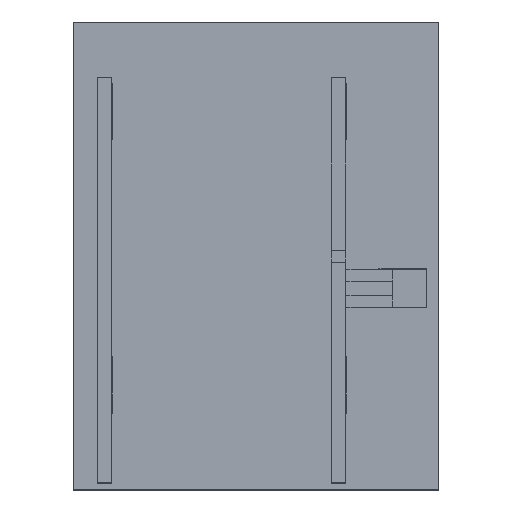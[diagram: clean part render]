
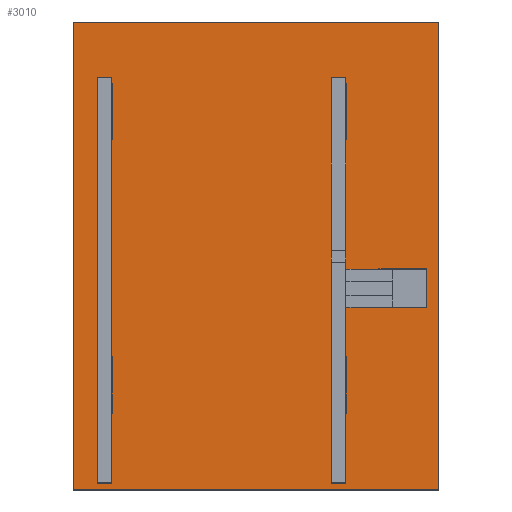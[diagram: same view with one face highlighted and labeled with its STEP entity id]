
A CAD part, top view. The second image highlights one B-rep face of the part: STEP entity #3010.
In plain terms, the highlighted planar face has unit normal (0, 0, 1).
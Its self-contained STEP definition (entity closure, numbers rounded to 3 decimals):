
#151=FACE_BOUND('',#451,.T.);
#152=FACE_BOUND('',#452,.T.);
#153=FACE_BOUND('',#453,.T.);
#154=FACE_BOUND('',#454,.T.);
#155=FACE_BOUND('',#455,.T.);
#268=FACE_OUTER_BOUND('',#450,.T.);
#450=EDGE_LOOP('',(#2467,#2468,#2469,#2470));
#451=EDGE_LOOP('',(#2471,#2472,#2473,#2474));
#452=EDGE_LOOP('',(#2475,#2476,#2477,#2478));
#453=EDGE_LOOP('',(#2479,#2480,#2481,#2482));
#454=EDGE_LOOP('',(#2483,#2484,#2485,#2486));
#455=EDGE_LOOP('',(#2487,#2488,#2489,#2490));
#750=LINE('',#4680,#1126);
#751=LINE('',#4684,#1127);
#752=LINE('',#4686,#1128);
#753=LINE('',#4688,#1129);
#754=LINE('',#4689,#1130);
#755=LINE('',#4692,#1131);
#756=LINE('',#4694,#1132);
#757=LINE('',#4696,#1133);
#758=LINE('',#4697,#1134);
#759=LINE('',#4700,#1135);
#760=LINE('',#4702,#1136);
#761=LINE('',#4704,#1137);
#762=LINE('',#4705,#1138);
#763=LINE('',#4708,#1139);
#764=LINE('',#4710,#1140);
#765=LINE('',#4712,#1141);
#766=LINE('',#4713,#1142);
#767=LINE('',#4716,#1143);
#768=LINE('',#4718,#1144);
#769=LINE('',#4720,#1145);
#770=LINE('',#4721,#1146);
#771=LINE('',#4723,#1147);
#772=LINE('',#4725,#1148);
#773=LINE('',#4726,#1149);
#1126=VECTOR('',#3862,10.);
#1127=VECTOR('',#3865,10.);
#1128=VECTOR('',#3866,10.);
#1129=VECTOR('',#3867,10.);
#1130=VECTOR('',#3868,10.);
#1131=VECTOR('',#3869,10.);
#1132=VECTOR('',#3870,10.);
#1133=VECTOR('',#3871,10.);
#1134=VECTOR('',#3872,10.);
#1135=VECTOR('',#3873,10.);
#1136=VECTOR('',#3874,10.);
#1137=VECTOR('',#3875,10.);
#1138=VECTOR('',#3876,10.);
#1139=VECTOR('',#3877,10.);
#1140=VECTOR('',#3878,10.);
#1141=VECTOR('',#3879,10.);
#1142=VECTOR('',#3880,10.);
#1143=VECTOR('',#3881,10.);
#1144=VECTOR('',#3882,10.);
#1145=VECTOR('',#3883,10.);
#1146=VECTOR('',#3884,10.);
#1147=VECTOR('',#3885,10.);
#1148=VECTOR('',#3886,10.);
#1149=VECTOR('',#3887,10.);
#1448=VERTEX_POINT('',#4674);
#1450=VERTEX_POINT('',#4678);
#1451=VERTEX_POINT('',#4682);
#1452=VERTEX_POINT('',#4683);
#1453=VERTEX_POINT('',#4685);
#1454=VERTEX_POINT('',#4687);
#1455=VERTEX_POINT('',#4690);
#1456=VERTEX_POINT('',#4691);
#1457=VERTEX_POINT('',#4693);
#1458=VERTEX_POINT('',#4695);
#1459=VERTEX_POINT('',#4698);
#1460=VERTEX_POINT('',#4699);
#1461=VERTEX_POINT('',#4701);
#1462=VERTEX_POINT('',#4703);
#1463=VERTEX_POINT('',#4706);
#1464=VERTEX_POINT('',#4707);
#1465=VERTEX_POINT('',#4709);
#1466=VERTEX_POINT('',#4711);
#1467=VERTEX_POINT('',#4714);
#1468=VERTEX_POINT('',#4715);
#1469=VERTEX_POINT('',#4717);
#1470=VERTEX_POINT('',#4719);
#1471=VERTEX_POINT('',#4722);
#1472=VERTEX_POINT('',#4724);
#1806=EDGE_CURVE('',#1448,#1450,#750,.T.);
#1807=EDGE_CURVE('',#1451,#1452,#751,.T.);
#1808=EDGE_CURVE('',#1451,#1453,#752,.T.);
#1809=EDGE_CURVE('',#1454,#1453,#753,.T.);
#1810=EDGE_CURVE('',#1452,#1454,#754,.T.);
#1811=EDGE_CURVE('',#1455,#1456,#755,.T.);
#1812=EDGE_CURVE('',#1456,#1457,#756,.T.);
#1813=EDGE_CURVE('',#1457,#1458,#757,.T.);
#1814=EDGE_CURVE('',#1458,#1455,#758,.T.);
#1815=EDGE_CURVE('',#1459,#1460,#759,.T.);
#1816=EDGE_CURVE('',#1461,#1459,#760,.T.);
#1817=EDGE_CURVE('',#1461,#1462,#761,.T.);
#1818=EDGE_CURVE('',#1462,#1460,#762,.T.);
#1819=EDGE_CURVE('',#1463,#1464,#763,.T.);
#1820=EDGE_CURVE('',#1464,#1465,#764,.T.);
#1821=EDGE_CURVE('',#1466,#1465,#765,.T.);
#1822=EDGE_CURVE('',#1466,#1463,#766,.T.);
#1823=EDGE_CURVE('',#1467,#1468,#767,.T.);
#1824=EDGE_CURVE('',#1469,#1467,#768,.T.);
#1825=EDGE_CURVE('',#1469,#1470,#769,.T.);
#1826=EDGE_CURVE('',#1468,#1470,#770,.T.);
#1827=EDGE_CURVE('',#1471,#1448,#771,.T.);
#1828=EDGE_CURVE('',#1450,#1472,#772,.T.);
#1829=EDGE_CURVE('',#1471,#1472,#773,.T.);
#2467=ORIENTED_EDGE('',*,*,#1807,.F.);
#2468=ORIENTED_EDGE('',*,*,#1808,.T.);
#2469=ORIENTED_EDGE('',*,*,#1809,.F.);
#2470=ORIENTED_EDGE('',*,*,#1810,.F.);
#2471=ORIENTED_EDGE('',*,*,#1811,.T.);
#2472=ORIENTED_EDGE('',*,*,#1812,.T.);
#2473=ORIENTED_EDGE('',*,*,#1813,.T.);
#2474=ORIENTED_EDGE('',*,*,#1814,.T.);
#2475=ORIENTED_EDGE('',*,*,#1815,.F.);
#2476=ORIENTED_EDGE('',*,*,#1816,.F.);
#2477=ORIENTED_EDGE('',*,*,#1817,.T.);
#2478=ORIENTED_EDGE('',*,*,#1818,.T.);
#2479=ORIENTED_EDGE('',*,*,#1819,.T.);
#2480=ORIENTED_EDGE('',*,*,#1820,.T.);
#2481=ORIENTED_EDGE('',*,*,#1821,.F.);
#2482=ORIENTED_EDGE('',*,*,#1822,.T.);
#2483=ORIENTED_EDGE('',*,*,#1823,.F.);
#2484=ORIENTED_EDGE('',*,*,#1824,.F.);
#2485=ORIENTED_EDGE('',*,*,#1825,.T.);
#2486=ORIENTED_EDGE('',*,*,#1826,.F.);
#2487=ORIENTED_EDGE('',*,*,#1827,.T.);
#2488=ORIENTED_EDGE('',*,*,#1806,.T.);
#2489=ORIENTED_EDGE('',*,*,#1828,.T.);
#2490=ORIENTED_EDGE('',*,*,#1829,.F.);
#2856=PLANE('',#3300);
#3010=ADVANCED_FACE('',(#268,#151,#152,#153,#154,#155),#2856,.F.);
#3300=AXIS2_PLACEMENT_3D('',#4681,#3863,#3864);
#3862=DIRECTION('',(0.,-1.,0.));
#3863=DIRECTION('center_axis',(0.,0.,-1.));
#3864=DIRECTION('ref_axis',(0.,-1.,0.));
#3865=DIRECTION('',(1.,0.,0.));
#3866=DIRECTION('',(0.,-1.,0.));
#3867=DIRECTION('',(-1.,0.,0.));
#3868=DIRECTION('',(0.,-1.,0.));
#3869=DIRECTION('',(1.,0.,0.));
#3870=DIRECTION('',(0.,-1.,0.));
#3871=DIRECTION('',(-1.,0.,0.));
#3872=DIRECTION('',(0.,1.,0.));
#3873=DIRECTION('',(0.,1.,0.));
#3874=DIRECTION('',(1.,0.,0.));
#3875=DIRECTION('',(0.,1.,0.));
#3876=DIRECTION('',(1.,0.,0.));
#3877=DIRECTION('',(1.,0.,0.));
#3878=DIRECTION('',(0.,-1.,0.));
#3879=DIRECTION('',(1.,0.,0.));
#3880=DIRECTION('',(0.,1.,0.));
#3881=DIRECTION('',(0.,1.,0.));
#3882=DIRECTION('',(1.,0.,0.));
#3883=DIRECTION('',(0.,1.,0.));
#3884=DIRECTION('',(-1.,0.,0.));
#3885=DIRECTION('',(1.,0.,0.));
#3886=DIRECTION('',(-1.,0.,0.));
#3887=DIRECTION('',(0.,-1.,0.));
#4674=CARTESIAN_POINT('',(112.6,54.2,0.));
#4678=CARTESIAN_POINT('',(112.6,40.9,0.));
#4680=CARTESIAN_POINT('',(112.6,89.3,0.));
#4681=CARTESIAN_POINT('Origin',(57.5,110.5,0.));
#4682=CARTESIAN_POINT('',(-8.25,138.65,0.));
#4683=CARTESIAN_POINT('',(116.75,138.65,0.));
#4684=CARTESIAN_POINT('',(101.75,138.65,0.));
#4685=CARTESIAN_POINT('',(-8.25,-21.35,0.));
#4686=CARTESIAN_POINT('',(-8.25,110.5,0.));
#4687=CARTESIAN_POINT('',(116.75,-21.35,0.));
#4688=CARTESIAN_POINT('',(57.5,-21.35,0.));
#4689=CARTESIAN_POINT('',(116.75,110.5,0.));
#4690=CARTESIAN_POINT('',(79.9,24.2,0.));
#4691=CARTESIAN_POINT('',(85.1,24.2,0.));
#4692=CARTESIAN_POINT('',(70.8,24.2,0.));
#4693=CARTESIAN_POINT('',(85.1,4.9,0.));
#4694=CARTESIAN_POINT('',(85.1,63.3,0.));
#4695=CARTESIAN_POINT('',(79.9,4.9,0.));
#4696=CARTESIAN_POINT('',(70.2,4.9,0.));
#4697=CARTESIAN_POINT('',(79.9,52.7,0.));
#4698=CARTESIAN_POINT('',(5.1,4.9,0.));
#4699=CARTESIAN_POINT('',(5.1,24.2,0.));
#4700=CARTESIAN_POINT('',(5.1,52.7,0.));
#4701=CARTESIAN_POINT('',(-0.1,4.9,0.));
#4702=CARTESIAN_POINT('',(-0.1,4.9,0.));
#4703=CARTESIAN_POINT('',(-0.1,24.2,0.));
#4704=CARTESIAN_POINT('',(-0.1,62.35,0.));
#4705=CARTESIAN_POINT('',(28.7,24.2,0.));
#4706=CARTESIAN_POINT('',(79.9,117.7,0.));
#4707=CARTESIAN_POINT('',(85.1,117.7,0.));
#4708=CARTESIAN_POINT('',(70.8,117.7,0.));
#4709=CARTESIAN_POINT('',(85.1,98.4,0.));
#4710=CARTESIAN_POINT('',(85.1,115.05,0.));
#4711=CARTESIAN_POINT('',(79.9,98.4,0.));
#4712=CARTESIAN_POINT('',(82.4,98.4,0.));
#4713=CARTESIAN_POINT('',(79.9,104.45,0.));
#4714=CARTESIAN_POINT('',(5.1,98.4,0.));
#4715=CARTESIAN_POINT('',(5.1,117.7,0.));
#4716=CARTESIAN_POINT('',(5.1,104.45,0.));
#4717=CARTESIAN_POINT('',(-0.1,98.4,0.));
#4718=CARTESIAN_POINT('',(-0.1,98.4,0.));
#4719=CARTESIAN_POINT('',(-0.1,117.7,0.));
#4720=CARTESIAN_POINT('',(-0.1,104.45,0.));
#4721=CARTESIAN_POINT('',(28.7,117.7,0.));
#4722=CARTESIAN_POINT('',(96.3,54.2,0.));
#4723=CARTESIAN_POINT('',(85.,54.2,0.));
#4724=CARTESIAN_POINT('',(96.3,40.9,0.));
#4725=CARTESIAN_POINT('',(85.,40.9,0.));
#4726=CARTESIAN_POINT('',(96.3,82.7,0.));
